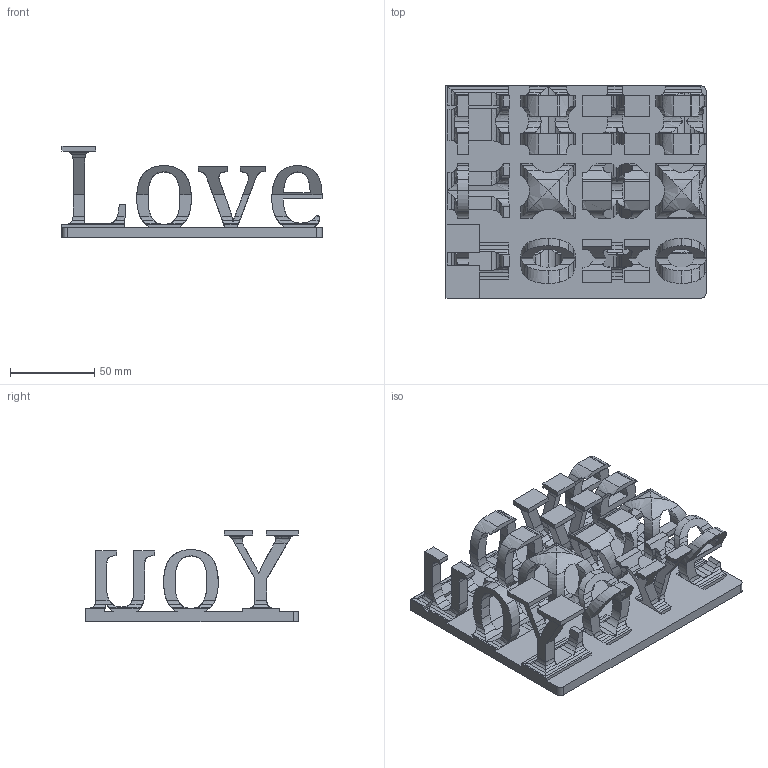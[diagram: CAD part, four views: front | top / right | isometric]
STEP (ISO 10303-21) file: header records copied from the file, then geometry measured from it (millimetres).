
FILE_DESCRIPTION(/* description */ (''),/* implementation_level */ '2;1');
FILE_NAME(/* name */ '5f0db320e3bf8e18ab966c80',/* time_stamp */ '2020-07-14T13:29:07+00:00',/* author */ (''),/* organization */ (''),/* preprocessor_version */ 'ST-DEVELOPER v16.7',/* originating_system */ $,/* authorisation */ $);
FILE_SCHEMA (('AUTOMOTIVE_DESIGN {1 0 10303 214 3 1 1}'));
Length unit declared in the file: metre
Products named in the file (1): love you piece
Bounding box: 154.59 x 126.31 x 54.58 mm (x, y, z)
Volume: 198486.6 mm3; surface area: 93081.3 mm2
Topology: 1 solids, 1 shells, 1155 faces, 3486 edges, 2298 vertices
Faces by surface type: bspline 909, plane 243, cylinder 3
Entity records: 43673 total; most frequent: CARTESIAN_POINT 18896, ORIENTED_EDGE 6972, EDGE_CURVE 3486, VERTEX_POINT 2298, DIRECTION 2052, B_SPLINE_CURVE_WITH_KNOTS 1934, LINE 1546, VECTOR 1546
